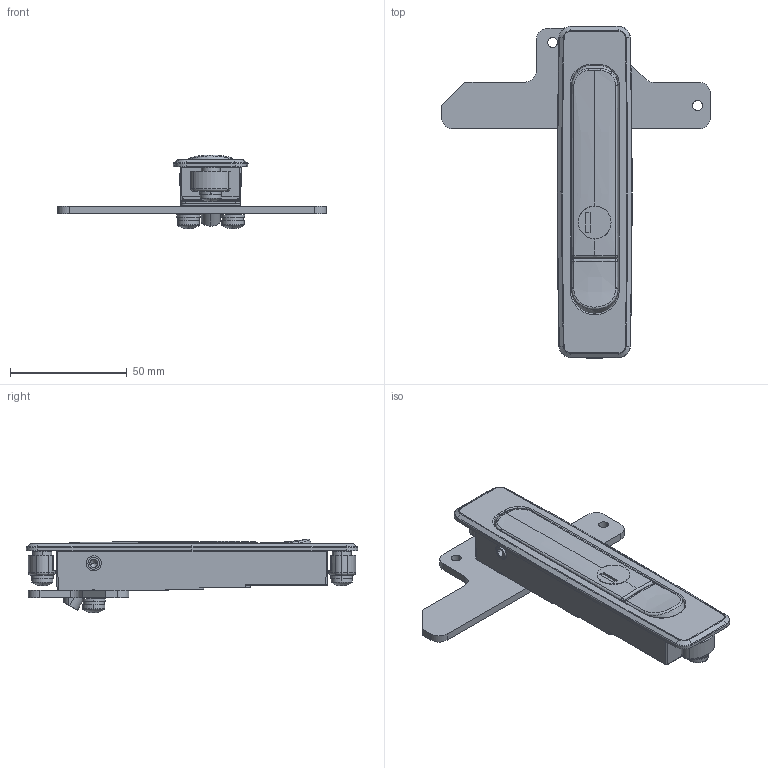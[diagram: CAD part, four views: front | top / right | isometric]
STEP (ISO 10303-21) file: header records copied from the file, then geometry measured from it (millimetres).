
FILE_DESCRIPTION (( 'STEP AP203' ), '1' );
FILE_NAME ('A-240-A-1-1-TAK60.STEP', '2016-03-23T00:41:41', ( '' ), ( '' ), 'SwSTEP 2.0', 'SolidWorks 2012', '' );
FILE_SCHEMA (( 'CONFIG_CONTROL_DESIGN' ));
Length unit declared in the file: millimetre
Products named in the file (15): A-240-A-1-1-TAK60; 十字穴付なべねじM5（平W・SW付）_M5×10; 暯儚僢僔儍乕M5暲娵_M5-冇10-冇5.3亊t1; スプリングワッシャーM5_JIS B 1251 No.2 5; 廫帤寠晅側傋偹偠M5_M5 x 10; A-240-A-1 ローター_TAK60; A-240-A-1十字穴付なべねじM5(SW付)_M5 x 10; A-240-A-1オワンワッシャー(M5); A-240-A-1儃僞儞僔儍僼僩; A-240-A-1 AC-25-AB-1N; A-240-A-1ウラブタ; A-240-A-1ƒnƒ“ƒhƒ‹ƒVƒƒƒtƒg; A-240-A-1ボタン; A-240-A-1僴儞僪儖_岞奐梡; A-240-A-1本体_公開用
Assembly tree (17 placements, depth 3):
  A-240-A-1-1-TAK60
    A-240-A-1本体_公開用
    A-240-A-1僴儞僪儖_岞奐梡
    A-240-A-1ボタン
    A-240-A-1ƒnƒ“ƒhƒ‹ƒVƒƒƒtƒg
    A-240-A-1ウラブタ
    A-240-A-1 AC-25-AB-1N
    A-240-A-1儃僞儞僔儍僼僩
    A-240-A-1オワンワッシャー(M5)  x2
    A-240-A-1十字穴付なべねじM5(SW付)_M5 x 10  x2
    A-240-A-1 ローター_TAK60
    十字穴付なべねじM5（平W・SW付）_M5×10  x2
      廫帤寠晅側傋偹偠M5_M5 x 10
      スプリングワッシャーM5_JIS B 1251 No.2 5
      暯儚僢僔儍乕M5暲娵_M5-冇10-冇5.3亊t1
Bounding box: 115 x 141.97 x 31.56 mm (x, y, z)
Volume: 52013.2 mm3; surface area: 40891.9 mm2
Topology: 18 solids, 18 shells, 798 faces, 2007 edges, 1244 vertices
Faces by surface type: plane 306, cylinder 269, bspline 99, torus 73, cone 27, sphere 24
Entity records: 25702 total; most frequent: CARTESIAN_POINT 7602, ORIENTED_EDGE 3504, DIRECTION 3391, EDGE_CURVE 1752, AXIS2_PLACEMENT_3D 1260, VERTEX_POINT 1095, LINE 871, VECTOR 871
